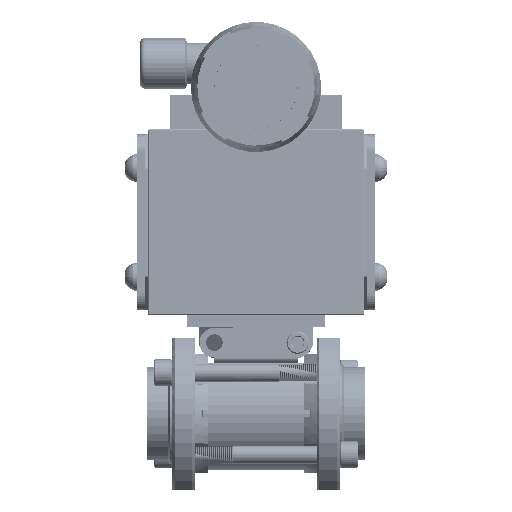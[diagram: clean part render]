
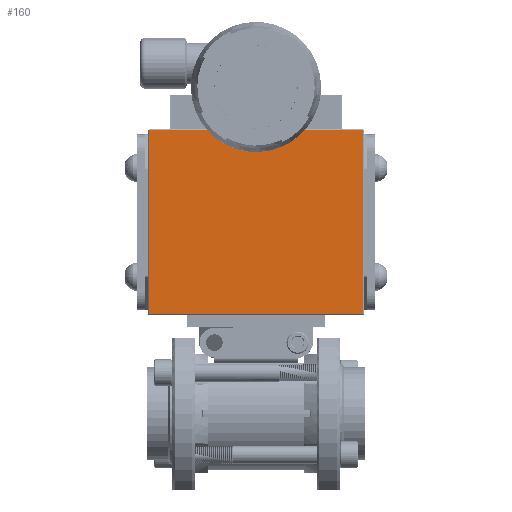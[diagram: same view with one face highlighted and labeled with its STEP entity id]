
A CAD part, top view. The second image highlights one B-rep face of the part: STEP entity #160.
In plain terms, the highlighted planar face has unit normal (0, 0, 1).
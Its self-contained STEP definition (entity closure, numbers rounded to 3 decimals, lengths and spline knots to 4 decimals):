
#160 = ADVANCED_FACE ( 'NONE', ( #3581 ), #79601, .F. ) ;
#1392 = EDGE_CURVE ( 'NONE', #67412, #44392, #10282, .T. ) ;
#3581 = FACE_OUTER_BOUND ( 'NONE', #152281, .T. ) ;
#5662 = VECTOR ( 'NONE', #168052, 39.3701 ) ;
#6304 = DIRECTION ( 'NONE',  ( 0., -1., 0. ) ) ;
#10282 = LINE ( 'NONE', #138008, #5662 ) ;
#18588 = LINE ( 'NONE', #165700, #131092 ) ;
#36005 = VERTEX_POINT ( 'NONE', #77432 ) ;
#38139 = EDGE_CURVE ( 'NONE', #44392, #42909, #118973, .T. ) ;
#42909 = VERTEX_POINT ( 'NONE', #49565 ) ;
#44392 = VERTEX_POINT ( 'NONE', #153506 ) ;
#49565 = CARTESIAN_POINT ( 'NONE',  ( 2.251, 5.954, 1.55 ) ) ;
#49894 = VECTOR ( 'NONE', #132800, 39.3701 ) ;
#62162 = DIRECTION ( 'NONE',  ( 0., 1., 0. ) ) ;
#63242 = DIRECTION ( 'NONE',  ( -1., 0., 0. ) ) ;
#67412 = VERTEX_POINT ( 'NONE', #160819 ) ;
#73813 = CARTESIAN_POINT ( 'NONE',  ( -2.255, 2.074, 1.55 ) ) ;
#77432 = CARTESIAN_POINT ( 'NONE',  ( -2.255, 5.954, 1.55 ) ) ;
#78365 = ORIENTED_EDGE ( 'NONE', *, *, #90373, .T. ) ;
#79601 = PLANE ( 'NONE',  #129923 ) ;
#80053 = VECTOR ( 'NONE', #62162, 39.3701 ) ;
#90373 = EDGE_CURVE ( 'NONE', #36005, #67412, #132445, .T. ) ;
#94272 = DIRECTION ( 'NONE',  ( 0., 0., -1. ) ) ;
#97696 = ORIENTED_EDGE ( 'NONE', *, *, #1392, .T. ) ;
#115580 = ORIENTED_EDGE ( 'NONE', *, *, #143419, .T. ) ;
#116830 = ORIENTED_EDGE ( 'NONE', *, *, #38139, .T. ) ;
#118973 = LINE ( 'NONE', #178677, #80053 ) ;
#129923 = AXIS2_PLACEMENT_3D ( 'NONE', #181947, #94272, #6304 ) ;
#131092 = VECTOR ( 'NONE', #63242, 39.3701 ) ;
#132445 = LINE ( 'NONE', #73813, #49894 ) ;
#132800 = DIRECTION ( 'NONE',  ( 0., -1., 0. ) ) ;
#138008 = CARTESIAN_POINT ( 'NONE',  ( -2.275, 2.094, 1.55 ) ) ;
#143419 = EDGE_CURVE ( 'NONE', #42909, #36005, #18588, .T. ) ;
#152281 = EDGE_LOOP ( 'NONE', ( #116830, #115580, #78365, #97696 ) ) ;
#153506 = CARTESIAN_POINT ( 'NONE',  ( 2.251, 2.094, 1.55 ) ) ;
#160819 = CARTESIAN_POINT ( 'NONE',  ( -2.255, 2.094, 1.55 ) ) ;
#165700 = CARTESIAN_POINT ( 'NONE',  ( -2.275, 5.954, 1.55 ) ) ;
#168052 = DIRECTION ( 'NONE',  ( 1., 0., 0. ) ) ;
#178677 = CARTESIAN_POINT ( 'NONE',  ( 2.251, 5.974, 1.55 ) ) ;
#181947 = CARTESIAN_POINT ( 'NONE',  ( -2.275, 5.974, 1.55 ) ) ;
